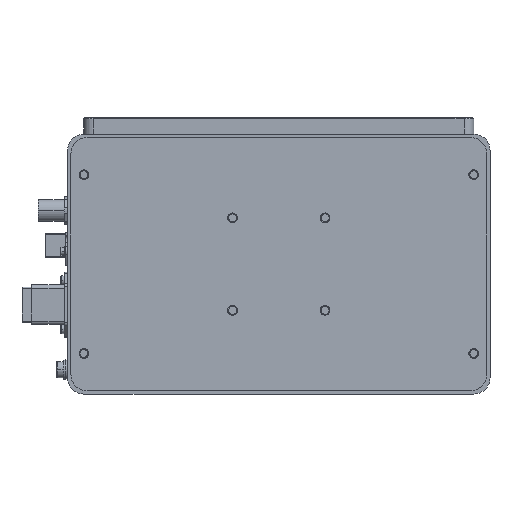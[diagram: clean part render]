
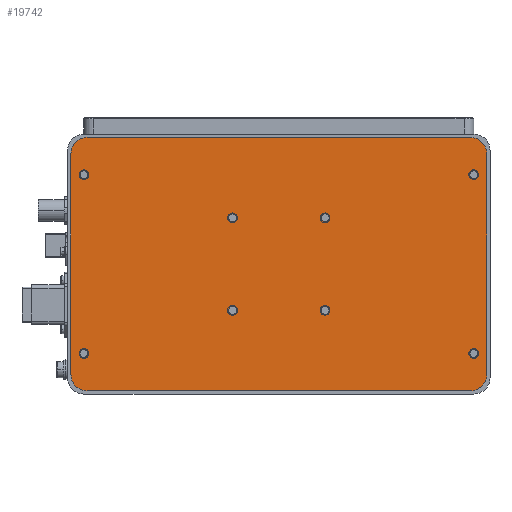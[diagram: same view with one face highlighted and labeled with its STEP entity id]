
A CAD part, front view. The second image highlights one B-rep face of the part: STEP entity #19742.
In plain terms, the highlighted face is planar.
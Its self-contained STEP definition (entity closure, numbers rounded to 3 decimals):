
#19273=CARTESIAN_POINT('',(-120.,55.,5.));
#19274=DIRECTION('',(0.,0.,1.));
#19275=DIRECTION('',(-1.,0.,0.));
#19276=AXIS2_PLACEMENT_3D('',#19273,#19274,#19275);
#19278=CARTESIAN_POINT('',(-120.,55.,5.));
#19279=DIRECTION('',(0.,0.,1.));
#19280=DIRECTION('',(1.,0.,0.));
#19281=AXIS2_PLACEMENT_3D('',#19278,#19279,#19280);
#19283=CARTESIAN_POINT('',(120.,55.,5.));
#19284=DIRECTION('',(0.,0.,1.));
#19285=DIRECTION('',(-1.,0.,0.));
#19286=AXIS2_PLACEMENT_3D('',#19283,#19284,#19285);
#19288=CARTESIAN_POINT('',(120.,55.,5.));
#19289=DIRECTION('',(0.,0.,1.));
#19290=DIRECTION('',(1.,0.,0.));
#19291=AXIS2_PLACEMENT_3D('',#19288,#19289,#19290);
#19293=CARTESIAN_POINT('',(-120.,-55.,5.));
#19294=DIRECTION('',(0.,0.,1.));
#19295=DIRECTION('',(-1.,0.,0.));
#19296=AXIS2_PLACEMENT_3D('',#19293,#19294,#19295);
#19298=CARTESIAN_POINT('',(-120.,-55.,5.));
#19299=DIRECTION('',(0.,0.,1.));
#19300=DIRECTION('',(1.,0.,0.));
#19301=AXIS2_PLACEMENT_3D('',#19298,#19299,#19300);
#19303=CARTESIAN_POINT('',(120.,-55.,5.));
#19304=DIRECTION('',(0.,0.,1.));
#19305=DIRECTION('',(-1.,0.,0.));
#19306=AXIS2_PLACEMENT_3D('',#19303,#19304,#19305);
#19308=CARTESIAN_POINT('',(120.,-55.,5.));
#19309=DIRECTION('',(0.,0.,1.));
#19310=DIRECTION('',(1.,0.,0.));
#19311=AXIS2_PLACEMENT_3D('',#19308,#19309,#19310);
#19313=CARTESIAN_POINT('',(-28.5,28.5,5.));
#19314=DIRECTION('',(0.,0.,1.));
#19315=DIRECTION('',(-1.,0.,0.));
#19316=AXIS2_PLACEMENT_3D('',#19313,#19314,#19315);
#19318=CARTESIAN_POINT('',(-28.5,28.5,5.));
#19319=DIRECTION('',(0.,0.,1.));
#19320=DIRECTION('',(1.,0.,0.));
#19321=AXIS2_PLACEMENT_3D('',#19318,#19319,#19320);
#19323=CARTESIAN_POINT('',(28.5,28.5,5.));
#19324=DIRECTION('',(0.,0.,1.));
#19325=DIRECTION('',(-1.,0.,0.));
#19326=AXIS2_PLACEMENT_3D('',#19323,#19324,#19325);
#19328=CARTESIAN_POINT('',(28.5,28.5,5.));
#19329=DIRECTION('',(0.,0.,1.));
#19330=DIRECTION('',(1.,0.,0.));
#19331=AXIS2_PLACEMENT_3D('',#19328,#19329,#19330);
#19333=CARTESIAN_POINT('',(-28.5,-28.5,5.));
#19334=DIRECTION('',(0.,0.,1.));
#19335=DIRECTION('',(-1.,0.,0.));
#19336=AXIS2_PLACEMENT_3D('',#19333,#19334,#19335);
#19338=CARTESIAN_POINT('',(-28.5,-28.5,5.));
#19339=DIRECTION('',(0.,0.,1.));
#19340=DIRECTION('',(1.,0.,0.));
#19341=AXIS2_PLACEMENT_3D('',#19338,#19339,#19340);
#19343=CARTESIAN_POINT('',(28.5,-28.5,5.));
#19344=DIRECTION('',(0.,0.,1.));
#19345=DIRECTION('',(-1.,0.,0.));
#19346=AXIS2_PLACEMENT_3D('',#19343,#19344,#19345);
#19348=CARTESIAN_POINT('',(28.5,-28.5,5.));
#19349=DIRECTION('',(0.,0.,1.));
#19350=DIRECTION('',(1.,0.,0.));
#19351=AXIS2_PLACEMENT_3D('',#19348,#19349,#19350);
#19353=CARTESIAN_POINT('',(118.,-68.,5.));
#19354=DIRECTION('',(0.,0.,1.));
#19355=DIRECTION('',(0.,-1.,0.));
#19356=AXIS2_PLACEMENT_3D('',#19353,#19354,#19355);
#19358=DIRECTION('',(1.,0.,0.));
#19359=VECTOR('',#19358,236.);
#19360=CARTESIAN_POINT('',(-118.,-78.,5.));
#19361=LINE('',#19360,#19359);
#19362=CARTESIAN_POINT('',(-118.,-68.,5.));
#19363=DIRECTION('',(0.,0.,1.));
#19364=DIRECTION('',(-1.,0.,0.));
#19365=AXIS2_PLACEMENT_3D('',#19362,#19363,#19364);
#19367=DIRECTION('',(0.,-1.,0.));
#19368=VECTOR('',#19367,136.);
#19369=CARTESIAN_POINT('',(-128.,68.,5.));
#19370=LINE('',#19369,#19368);
#19371=CARTESIAN_POINT('',(-118.,68.,5.));
#19372=DIRECTION('',(0.,0.,1.));
#19373=DIRECTION('',(0.,1.,0.));
#19374=AXIS2_PLACEMENT_3D('',#19371,#19372,#19373);
#19376=DIRECTION('',(-1.,0.,0.));
#19377=VECTOR('',#19376,236.);
#19378=CARTESIAN_POINT('',(118.,78.,5.));
#19379=LINE('',#19378,#19377);
#19380=CARTESIAN_POINT('',(118.,68.,5.));
#19381=DIRECTION('',(0.,0.,1.));
#19382=DIRECTION('',(1.,0.,0.));
#19383=AXIS2_PLACEMENT_3D('',#19380,#19381,#19382);
#19385=DIRECTION('',(0.,1.,0.));
#19386=VECTOR('',#19385,136.);
#19387=CARTESIAN_POINT('',(128.,-68.,5.));
#19388=LINE('',#19387,#19386);
#19481=CARTESIAN_POINT('',(-122.5,55.,5.));
#19482=CARTESIAN_POINT('',(-117.5,55.,5.));
#19483=VERTEX_POINT('',#19481);
#19484=VERTEX_POINT('',#19482);
#19489=CARTESIAN_POINT('',(117.5,55.,5.));
#19490=CARTESIAN_POINT('',(122.5,55.,5.));
#19491=VERTEX_POINT('',#19489);
#19492=VERTEX_POINT('',#19490);
#19497=CARTESIAN_POINT('',(-122.5,-55.,5.));
#19498=CARTESIAN_POINT('',(-117.5,-55.,5.));
#19499=VERTEX_POINT('',#19497);
#19500=VERTEX_POINT('',#19498);
#19505=CARTESIAN_POINT('',(117.5,-55.,5.));
#19506=CARTESIAN_POINT('',(122.5,-55.,5.));
#19507=VERTEX_POINT('',#19505);
#19508=VERTEX_POINT('',#19506);
#19513=CARTESIAN_POINT('',(-31.,28.5,5.));
#19514=CARTESIAN_POINT('',(-26.,28.5,5.));
#19515=VERTEX_POINT('',#19513);
#19516=VERTEX_POINT('',#19514);
#19521=CARTESIAN_POINT('',(26.,28.5,5.));
#19522=CARTESIAN_POINT('',(31.,28.5,5.));
#19523=VERTEX_POINT('',#19521);
#19524=VERTEX_POINT('',#19522);
#19529=CARTESIAN_POINT('',(-31.,-28.5,5.));
#19530=CARTESIAN_POINT('',(-26.,-28.5,5.));
#19531=VERTEX_POINT('',#19529);
#19532=VERTEX_POINT('',#19530);
#19537=CARTESIAN_POINT('',(26.,-28.5,5.));
#19538=CARTESIAN_POINT('',(31.,-28.5,5.));
#19539=VERTEX_POINT('',#19537);
#19540=VERTEX_POINT('',#19538);
#19545=CARTESIAN_POINT('',(118.,-78.,5.));
#19546=VERTEX_POINT('',#19545);
#19547=CARTESIAN_POINT('',(128.,-68.,5.));
#19548=VERTEX_POINT('',#19547);
#19553=CARTESIAN_POINT('',(128.,68.,5.));
#19554=VERTEX_POINT('',#19553);
#19555=CARTESIAN_POINT('',(118.,78.,5.));
#19556=VERTEX_POINT('',#19555);
#19561=CARTESIAN_POINT('',(-118.,78.,5.));
#19562=VERTEX_POINT('',#19561);
#19563=CARTESIAN_POINT('',(-128.,68.,5.));
#19564=VERTEX_POINT('',#19563);
#19569=CARTESIAN_POINT('',(-128.,-68.,5.));
#19570=VERTEX_POINT('',#19569);
#19571=CARTESIAN_POINT('',(-118.,-78.,5.));
#19572=VERTEX_POINT('',#19571);
#19673=CARTESIAN_POINT('',(0.,0.,5.));
#19674=DIRECTION('',(0.,0.,1.));
#19675=DIRECTION('',(1.,0.,0.));
#19676=AXIS2_PLACEMENT_3D('',#19673,#19674,#19675);
#19677=PLANE('',#19676);
#19679=ORIENTED_EDGE('',*,*,#19678,.F.);
#19681=ORIENTED_EDGE('',*,*,#19680,.F.);
#19683=ORIENTED_EDGE('',*,*,#19682,.F.);
#19685=ORIENTED_EDGE('',*,*,#19684,.F.);
#19687=ORIENTED_EDGE('',*,*,#19686,.F.);
#19689=ORIENTED_EDGE('',*,*,#19688,.F.);
#19691=ORIENTED_EDGE('',*,*,#19690,.F.);
#19693=ORIENTED_EDGE('',*,*,#19692,.F.);
#19694=EDGE_LOOP('',(#19679,#19681,#19683,#19685,#19687,#19689,#19691,#19693));
#19695=FACE_OUTER_BOUND('',#19694,.F.);
#19696=ORIENTED_EDGE('',*,*,#19653,.T.);
#19697=ORIENTED_EDGE('',*,*,#19667,.T.);
#19698=EDGE_LOOP('',(#19696,#19697));
#19699=FACE_BOUND('',#19698,.F.);
#19701=ORIENTED_EDGE('',*,*,#19700,.T.);
#19703=ORIENTED_EDGE('',*,*,#19702,.T.);
#19704=EDGE_LOOP('',(#19701,#19703));
#19705=FACE_BOUND('',#19704,.F.);
#19707=ORIENTED_EDGE('',*,*,#19706,.T.);
#19709=ORIENTED_EDGE('',*,*,#19708,.T.);
#19710=EDGE_LOOP('',(#19707,#19709));
#19711=FACE_BOUND('',#19710,.F.);
#19713=ORIENTED_EDGE('',*,*,#19712,.T.);
#19715=ORIENTED_EDGE('',*,*,#19714,.T.);
#19716=EDGE_LOOP('',(#19713,#19715));
#19717=FACE_BOUND('',#19716,.F.);
#19719=ORIENTED_EDGE('',*,*,#19718,.T.);
#19721=ORIENTED_EDGE('',*,*,#19720,.T.);
#19722=EDGE_LOOP('',(#19719,#19721));
#19723=FACE_BOUND('',#19722,.F.);
#19725=ORIENTED_EDGE('',*,*,#19724,.T.);
#19727=ORIENTED_EDGE('',*,*,#19726,.T.);
#19728=EDGE_LOOP('',(#19725,#19727));
#19729=FACE_BOUND('',#19728,.F.);
#19731=ORIENTED_EDGE('',*,*,#19730,.T.);
#19733=ORIENTED_EDGE('',*,*,#19732,.T.);
#19734=EDGE_LOOP('',(#19731,#19733));
#19735=FACE_BOUND('',#19734,.F.);
#19737=ORIENTED_EDGE('',*,*,#19736,.T.);
#19739=ORIENTED_EDGE('',*,*,#19738,.T.);
#19740=EDGE_LOOP('',(#19737,#19739));
#19741=FACE_BOUND('',#19740,.F.);
#19742=ADVANCED_FACE('',(#19695,#19699,#19705,#19711,#19717,#19723,#19729,
#19735,#19741),#19677,.T.);
#19277=CIRCLE('',#19276,2.5);
#19282=CIRCLE('',#19281,2.5);
#19287=CIRCLE('',#19286,2.5);
#19292=CIRCLE('',#19291,2.5);
#19297=CIRCLE('',#19296,2.5);
#19302=CIRCLE('',#19301,2.5);
#19307=CIRCLE('',#19306,2.5);
#19312=CIRCLE('',#19311,2.5);
#19317=CIRCLE('',#19316,2.5);
#19322=CIRCLE('',#19321,2.5);
#19327=CIRCLE('',#19326,2.5);
#19332=CIRCLE('',#19331,2.5);
#19337=CIRCLE('',#19336,2.5);
#19342=CIRCLE('',#19341,2.5);
#19347=CIRCLE('',#19346,2.5);
#19352=CIRCLE('',#19351,2.5);
#19357=CIRCLE('',#19356,10.);
#19366=CIRCLE('',#19365,10.);
#19375=CIRCLE('',#19374,10.);
#19384=CIRCLE('',#19383,10.);
#19653=EDGE_CURVE('',#19483,#19484,#19277,.T.);
#19667=EDGE_CURVE('',#19484,#19483,#19282,.T.);
#19678=EDGE_CURVE('',#19546,#19548,#19357,.T.);
#19680=EDGE_CURVE('',#19572,#19546,#19361,.T.);
#19682=EDGE_CURVE('',#19570,#19572,#19366,.T.);
#19684=EDGE_CURVE('',#19564,#19570,#19370,.T.);
#19686=EDGE_CURVE('',#19562,#19564,#19375,.T.);
#19688=EDGE_CURVE('',#19556,#19562,#19379,.T.);
#19690=EDGE_CURVE('',#19554,#19556,#19384,.T.);
#19692=EDGE_CURVE('',#19548,#19554,#19388,.T.);
#19700=EDGE_CURVE('',#19491,#19492,#19287,.T.);
#19702=EDGE_CURVE('',#19492,#19491,#19292,.T.);
#19706=EDGE_CURVE('',#19499,#19500,#19297,.T.);
#19708=EDGE_CURVE('',#19500,#19499,#19302,.T.);
#19712=EDGE_CURVE('',#19507,#19508,#19307,.T.);
#19714=EDGE_CURVE('',#19508,#19507,#19312,.T.);
#19718=EDGE_CURVE('',#19515,#19516,#19317,.T.);
#19720=EDGE_CURVE('',#19516,#19515,#19322,.T.);
#19724=EDGE_CURVE('',#19523,#19524,#19327,.T.);
#19726=EDGE_CURVE('',#19524,#19523,#19332,.T.);
#19730=EDGE_CURVE('',#19531,#19532,#19337,.T.);
#19732=EDGE_CURVE('',#19532,#19531,#19342,.T.);
#19736=EDGE_CURVE('',#19539,#19540,#19347,.T.);
#19738=EDGE_CURVE('',#19540,#19539,#19352,.T.);
